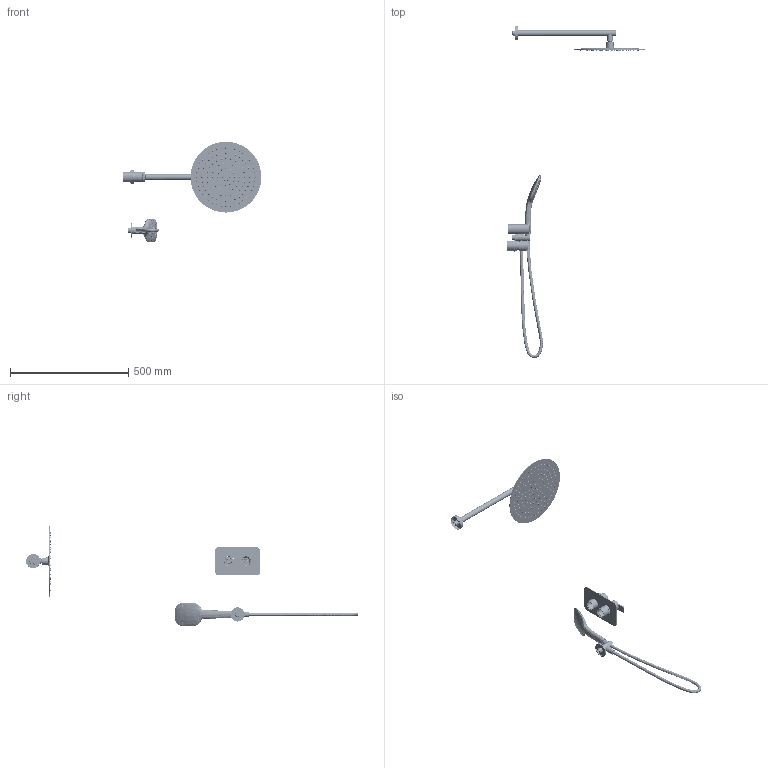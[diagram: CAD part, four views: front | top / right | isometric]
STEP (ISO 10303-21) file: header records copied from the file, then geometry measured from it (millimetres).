
FILE_DESCRIPTION (( 'STEP AP203' ), '1' );
FILE_NAME ('94DP11129.STEP', '2025-08-20T08:52:50', ( '' ), ( '' ), 'SwSTEP 2.0', 'SolidWorks 2021', '' );
FILE_SCHEMA (( 'CONFIG_CONTROL_DESIGN' ));
Products named in the file (1): 94DP11129
Bounding box: 587.22 x 1404.86 x 425.73 mm (x, y, z)
Surface area: 772348.5 mm2 (no closed solid volume)
Topology: 0 solids, 28 shells, 7991 faces, 21372 edges, 14061 vertices
Faces by surface type: bspline 3573, cylinder 2046, plane 1239, cone 1063, torus 64, sphere 6
Entity records: 548544 total; most frequent: CARTESIAN_POINT 373461, ORIENTED_EDGE 42490, DIRECTION 28299, EDGE_CURVE 21247, VERTEX_POINT 14057, AXIS2_PLACEMENT_3D 12098, EDGE_LOOP 9538, B_SPLINE_CURVE_WITH_KNOTS 8300
